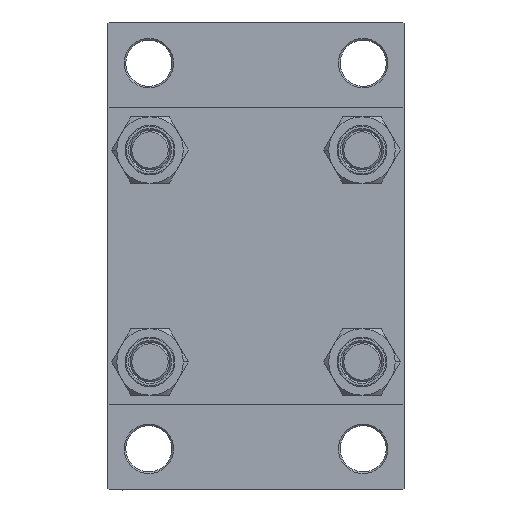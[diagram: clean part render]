
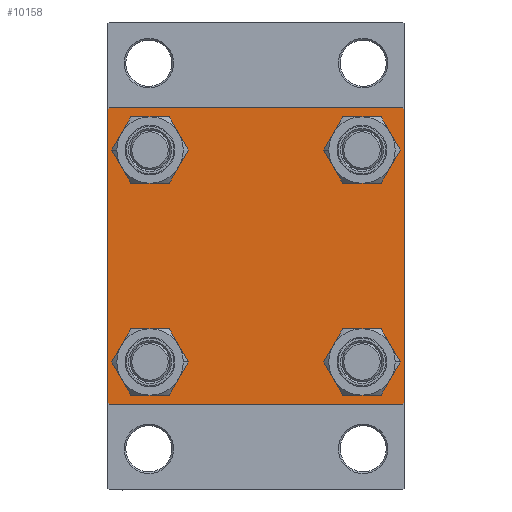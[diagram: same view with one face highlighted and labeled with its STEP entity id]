
A CAD part, left-side view. The second image highlights one B-rep face of the part: STEP entity #10158.
In plain terms, the highlighted planar face has unit normal (-1, 0, 0).
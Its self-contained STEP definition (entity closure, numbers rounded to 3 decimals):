
#899 = EDGE_CURVE ( 'NONE', #7787, #3484, #13162, .T. ) ;
#929 = AXIS2_PLACEMENT_3D ( 'NONE', #24374, #31321, #24847 ) ;
#953 = VERTEX_POINT ( 'NONE', #43047 ) ;
#1592 = DIRECTION ( 'NONE',  ( 0., -0.707, -0.707 ) ) ;
#1924 = VECTOR ( 'NONE', #13922, 1000. ) ;
#1971 = DIRECTION ( 'NONE',  ( 0., 0., 1. ) ) ;
#1983 = DIRECTION ( 'NONE',  ( 0., 0.707, 0.707 ) ) ;
#2077 = DIRECTION ( 'NONE',  ( 0., 0., 1. ) ) ;
#2162 = VERTEX_POINT ( 'NONE', #5154 ) ;
#2295 = ORIENTED_EDGE ( 'NONE', *, *, #5347, .T. ) ;
#2461 = VECTOR ( 'NONE', #39755, 1000. ) ;
#2532 = VECTOR ( 'NONE', #13350, 1000. ) ;
#2550 = EDGE_CURVE ( 'NONE', #15582, #29911, #3141, .T. ) ;
#2583 = LINE ( 'NONE', #16954, #2532 ) ;
#2627 = CARTESIAN_POINT ( 'NONE',  ( 0., 32.15, 32.15 ) ) ;
#3141 = CIRCLE ( 'NONE', #29926, 6.5 ) ;
#3480 = CIRCLE ( 'NONE', #41729, 6.5 ) ;
#3484 = VERTEX_POINT ( 'NONE', #20041 ) ;
#3940 = DIRECTION ( 'NONE',  ( 0., 0., 1. ) ) ;
#4072 = DIRECTION ( 'NONE',  ( 0., -1., 0. ) ) ;
#4864 = VERTEX_POINT ( 'NONE', #30954 ) ;
#5154 = CARTESIAN_POINT ( 'NONE',  ( 0., -32.15, 25.65 ) ) ;
#5347 = EDGE_CURVE ( 'NONE', #33799, #18505, #13610, .T. ) ;
#6280 = LINE ( 'NONE', #46546, #36884 ) ;
#6342 = VECTOR ( 'NONE', #36347, 1000. ) ;
#6463 = DIRECTION ( 'NONE',  ( 0., 0., 1. ) ) ;
#6546 = ORIENTED_EDGE ( 'NONE', *, *, #32110, .F. ) ;
#6992 = ORIENTED_EDGE ( 'NONE', *, *, #17148, .T. ) ;
#7006 = CARTESIAN_POINT ( 'NONE',  ( 0., 45., -44.5 ) ) ;
#7293 = EDGE_CURVE ( 'NONE', #45926, #19261, #2583, .T. ) ;
#7311 = FACE_BOUND ( 'NONE', #32901, .T. ) ;
#7787 = VERTEX_POINT ( 'NONE', #26700 ) ;
#7808 = EDGE_LOOP ( 'NONE', ( #23356, #24943 ) ) ;
#8161 = DIRECTION ( 'NONE',  ( 1., 0., 0. ) ) ;
#8249 = ORIENTED_EDGE ( 'NONE', *, *, #2550, .T. ) ;
#8291 = VERTEX_POINT ( 'NONE', #13818 ) ;
#9098 = CARTESIAN_POINT ( 'NONE',  ( 0., -32.15, 32.15 ) ) ;
#9434 = DIRECTION ( 'NONE',  ( 0., 0., 1. ) ) ;
#10158 = ADVANCED_FACE ( 'NONE', ( #40163, #43977, #7311, #25054, #40391 ), #47337, .T. ) ;
#10240 = CARTESIAN_POINT ( 'NONE',  ( 0., 44.5, -45. ) ) ;
#10659 = EDGE_LOOP ( 'NONE', ( #37307, #8249 ) ) ;
#11695 = AXIS2_PLACEMENT_3D ( 'NONE', #9098, #8161, #45073 ) ;
#11903 = EDGE_CURVE ( 'NONE', #15161, #45926, #26125, .T. ) ;
#13162 = CIRCLE ( 'NONE', #15458, 6.5 ) ;
#13350 = DIRECTION ( 'NONE',  ( 0., -0.707, 0.707 ) ) ;
#13610 = LINE ( 'NONE', #14322, #2461 ) ;
#13818 = CARTESIAN_POINT ( 'NONE',  ( 0., 44.5, 45. ) ) ;
#13922 = DIRECTION ( 'NONE',  ( 0., 0.707, -0.707 ) ) ;
#14322 = CARTESIAN_POINT ( 'NONE',  ( 0., 45., 45. ) ) ;
#15161 = VERTEX_POINT ( 'NONE', #10240 ) ;
#15196 = CARTESIAN_POINT ( 'NONE',  ( 0., -44.5, 45. ) ) ;
#15458 = AXIS2_PLACEMENT_3D ( 'NONE', #17392, #20995, #2077 ) ;
#15574 = DIRECTION ( 'NONE',  ( 1., 0., 0. ) ) ;
#15582 = VERTEX_POINT ( 'NONE', #43517 ) ;
#15742 = EDGE_CURVE ( 'NONE', #20002, #23529, #3480, .T. ) ;
#16815 = DIRECTION ( 'NONE',  ( 1., 0., 0. ) ) ;
#16954 = CARTESIAN_POINT ( 'NONE',  ( 0., -44.75, -44.75 ) ) ;
#17148 = EDGE_CURVE ( 'NONE', #23529, #20002, #39568, .T. ) ;
#17392 = CARTESIAN_POINT ( 'NONE',  ( 0., 32.15, 32.15 ) ) ;
#18051 = EDGE_CURVE ( 'NONE', #4864, #2162, #28958, .T. ) ;
#18474 = EDGE_CURVE ( 'NONE', #8291, #24987, #42963, .T. ) ;
#18505 = VERTEX_POINT ( 'NONE', #7006 ) ;
#18644 = CIRCLE ( 'NONE', #32444, 6.5 ) ;
#19261 = VERTEX_POINT ( 'NONE', #20983 ) ;
#20002 = VERTEX_POINT ( 'NONE', #26364 ) ;
#20041 = CARTESIAN_POINT ( 'NONE',  ( 0., 32.15, 25.65 ) ) ;
#20136 = ORIENTED_EDGE ( 'NONE', *, *, #32473, .T. ) ;
#20378 = EDGE_CURVE ( 'NONE', #18505, #15161, #23416, .T. ) ;
#20983 = CARTESIAN_POINT ( 'NONE',  ( 0., -45., -44.5 ) ) ;
#20995 = DIRECTION ( 'NONE',  ( 1., 0., 0. ) ) ;
#21306 = EDGE_LOOP ( 'NONE', ( #31849, #20136 ) ) ;
#22152 = CARTESIAN_POINT ( 'NONE',  ( 0., 0., 0. ) ) ;
#22846 = LINE ( 'NONE', #32028, #6342 ) ;
#23235 = CARTESIAN_POINT ( 'NONE',  ( 0., 45., -45. ) ) ;
#23356 = ORIENTED_EDGE ( 'NONE', *, *, #899, .T. ) ;
#23416 = LINE ( 'NONE', #38034, #39647 ) ;
#23484 = CARTESIAN_POINT ( 'NONE',  ( 0., 32.15, -32.15 ) ) ;
#23529 = VERTEX_POINT ( 'NONE', #33811 ) ;
#23539 = CARTESIAN_POINT ( 'NONE',  ( 0., -44.5, -45. ) ) ;
#24374 = CARTESIAN_POINT ( 'NONE',  ( 0., -32.15, -32.15 ) ) ;
#24847 = DIRECTION ( 'NONE',  ( 0., 0., 1. ) ) ;
#24943 = ORIENTED_EDGE ( 'NONE', *, *, #38273, .T. ) ;
#24987 = VERTEX_POINT ( 'NONE', #15196 ) ;
#25027 = AXIS2_PLACEMENT_3D ( 'NONE', #23484, #15574, #33790 ) ;
#25054 = FACE_BOUND ( 'NONE', #7808, .T. ) ;
#25205 = CARTESIAN_POINT ( 'NONE',  ( 0., 44.75, 44.75 ) ) ;
#26125 = LINE ( 'NONE', #23235, #34067 ) ;
#26364 = CARTESIAN_POINT ( 'NONE',  ( 0., 32.15, -38.65 ) ) ;
#26700 = CARTESIAN_POINT ( 'NONE',  ( 0., 32.15, 38.65 ) ) ;
#27370 = CARTESIAN_POINT ( 'NONE',  ( 0., -32.15, -32.15 ) ) ;
#27760 = ORIENTED_EDGE ( 'NONE', *, *, #15742, .T. ) ;
#27882 = DIRECTION ( 'NONE',  ( 0., -1., 0. ) ) ;
#28137 = CARTESIAN_POINT ( 'NONE',  ( 0., 32.15, -32.15 ) ) ;
#28460 = CARTESIAN_POINT ( 'NONE',  ( 0., 45., 44.5 ) ) ;
#28549 = CIRCLE ( 'NONE', #11695, 6.5 ) ;
#28958 = CIRCLE ( 'NONE', #45049, 6.5 ) ;
#29911 = VERTEX_POINT ( 'NONE', #38280 ) ;
#29926 = AXIS2_PLACEMENT_3D ( 'NONE', #27370, #16815, #1971 ) ;
#30041 = CIRCLE ( 'NONE', #929, 6.5 ) ;
#30317 = EDGE_CURVE ( 'NONE', #953, #24987, #6280, .T. ) ;
#30954 = CARTESIAN_POINT ( 'NONE',  ( 0., -32.15, 38.65 ) ) ;
#31321 = DIRECTION ( 'NONE',  ( 1., 0., 0. ) ) ;
#31849 = ORIENTED_EDGE ( 'NONE', *, *, #18051, .T. ) ;
#32028 = CARTESIAN_POINT ( 'NONE',  ( 0., -45., 45. ) ) ;
#32110 = EDGE_CURVE ( 'NONE', #953, #19261, #22846, .T. ) ;
#32164 = ORIENTED_EDGE ( 'NONE', *, *, #11903, .T. ) ;
#32444 = AXIS2_PLACEMENT_3D ( 'NONE', #2627, #39055, #39535 ) ;
#32473 = EDGE_CURVE ( 'NONE', #2162, #4864, #28549, .T. ) ;
#32901 = EDGE_LOOP ( 'NONE', ( #6992, #27760 ) ) ;
#33574 = VECTOR ( 'NONE', #27882, 1000. ) ;
#33790 = DIRECTION ( 'NONE',  ( 0., 0., 1. ) ) ;
#33799 = VERTEX_POINT ( 'NONE', #28460 ) ;
#33811 = CARTESIAN_POINT ( 'NONE',  ( 0., 32.15, -25.65 ) ) ;
#34067 = VECTOR ( 'NONE', #4072, 1000. ) ;
#34927 = EDGE_CURVE ( 'NONE', #29911, #15582, #30041, .T. ) ;
#35320 = DIRECTION ( 'NONE',  ( 1., 0., 0. ) ) ;
#35363 = EDGE_LOOP ( 'NONE', ( #2295, #40034, #32164, #36555, #6546, #35787, #45132, #38875 ) ) ;
#35787 = ORIENTED_EDGE ( 'NONE', *, *, #30317, .T. ) ;
#36347 = DIRECTION ( 'NONE',  ( 0., 0., -1. ) ) ;
#36543 = DIRECTION ( 'NONE',  ( -1., 0., 0. ) ) ;
#36555 = ORIENTED_EDGE ( 'NONE', *, *, #7293, .T. ) ;
#36884 = VECTOR ( 'NONE', #1983, 1000. ) ;
#37307 = ORIENTED_EDGE ( 'NONE', *, *, #34927, .T. ) ;
#38034 = CARTESIAN_POINT ( 'NONE',  ( 0., 44.75, -44.75 ) ) ;
#38273 = EDGE_CURVE ( 'NONE', #3484, #7787, #18644, .T. ) ;
#38280 = CARTESIAN_POINT ( 'NONE',  ( 0., -32.15, -25.65 ) ) ;
#38875 = ORIENTED_EDGE ( 'NONE', *, *, #41770, .T. ) ;
#39055 = DIRECTION ( 'NONE',  ( 1., 0., 0. ) ) ;
#39535 = DIRECTION ( 'NONE',  ( 0., 0., 1. ) ) ;
#39543 = CARTESIAN_POINT ( 'NONE',  ( 0., -32.15, 32.15 ) ) ;
#39568 = CIRCLE ( 'NONE', #25027, 6.5 ) ;
#39647 = VECTOR ( 'NONE', #1592, 1000. ) ;
#39755 = DIRECTION ( 'NONE',  ( 0., 0., -1. ) ) ;
#39853 = CARTESIAN_POINT ( 'NONE',  ( 0., 45., 45. ) ) ;
#40034 = ORIENTED_EDGE ( 'NONE', *, *, #20378, .T. ) ;
#40163 = FACE_BOUND ( 'NONE', #21306, .T. ) ;
#40391 = FACE_OUTER_BOUND ( 'NONE', #35363, .T. ) ;
#41676 = AXIS2_PLACEMENT_3D ( 'NONE', #22152, #36543, #3940 ) ;
#41729 = AXIS2_PLACEMENT_3D ( 'NONE', #28137, #35320, #9434 ) ;
#41770 = EDGE_CURVE ( 'NONE', #8291, #33799, #46777, .T. ) ;
#42883 = DIRECTION ( 'NONE',  ( 1., 0., 0. ) ) ;
#42963 = LINE ( 'NONE', #39853, #33574 ) ;
#43047 = CARTESIAN_POINT ( 'NONE',  ( 0., -45., 44.5 ) ) ;
#43517 = CARTESIAN_POINT ( 'NONE',  ( 0., -32.15, -38.65 ) ) ;
#43977 = FACE_BOUND ( 'NONE', #10659, .T. ) ;
#45049 = AXIS2_PLACEMENT_3D ( 'NONE', #39543, #42883, #6463 ) ;
#45073 = DIRECTION ( 'NONE',  ( 0., 0., 1. ) ) ;
#45132 = ORIENTED_EDGE ( 'NONE', *, *, #18474, .F. ) ;
#45926 = VERTEX_POINT ( 'NONE', #23539 ) ;
#46546 = CARTESIAN_POINT ( 'NONE',  ( 0., -44.75, 44.75 ) ) ;
#46777 = LINE ( 'NONE', #25205, #1924 ) ;
#47337 = PLANE ( 'NONE',  #41676 ) ;
